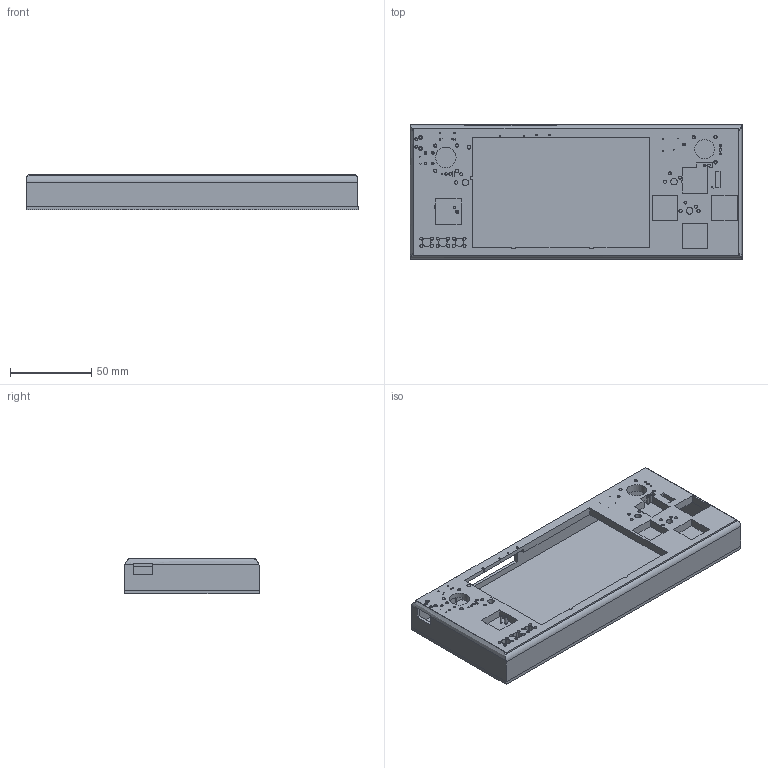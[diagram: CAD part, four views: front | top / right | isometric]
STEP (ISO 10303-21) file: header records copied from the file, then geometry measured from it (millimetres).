
FILE_DESCRIPTION(/* description */ (''),/* implementation_level */ '2;1');
FILE_NAME(/* name */ 'Untitled v2.step',/* time_stamp */ '2025-07-31T23:27:41-04:00',/* author */ (''),/* organization */ (''),/* preprocessor_version */ 'ST-DEVELOPER v20.1',/* originating_system */ 'Autodesk Translation Framework v14.10.0.0',/* authorisation */ '');
FILE_SCHEMA (('AUTOMOTIVE_DESIGN { 1 0 10303 214 3 1 1 }'));
Length unit declared in the file: millimetre
Products named in the file (3): Untitled; Component1; base
Assembly tree (2 placements, depth 2):
  Untitled
    Component1
    base
Bounding box: 204 x 82.54 x 22 mm (x, y, z)
Volume: 100103.9 mm3; surface area: 79863.2 mm2
Topology: 34 solids, 34 shells, 419 faces, 1080 edges, 720 vertices
Faces by surface type: plane 226, cylinder 191, bspline 2
Full cylindrical faces by diameter (mm): 0.2 x4, 0.25 x1, 0.254 x1, 0.3 x1, 0.4 x1, 0.5 x1, 0.709 x1, 0.75 x1, 0.9 x1, 1 x6, 1.032 x5, 1.2 x5, 1.233 x2, 1.234 x2, 1.5 x6, 1.535 x2, 1.538 x2, 1.6 x2, 1.651 x11, 1.8 x3, 1.85 x5, 1.851 x14, 2 x6, 2.051 x7, 2.2 x2, 2.251 x2, 2.3 x1, 2.336 x1, 4 x3, 12 x1
Entity records: 13423 total; most frequent: CARTESIAN_POINT 2352, DIRECTION 2324, ORIENTED_EDGE 2160, EDGE_CURVE 1080, AXIS2_PLACEMENT_3D 832, VERTEX_POINT 720, LINE 660, VECTOR 660
